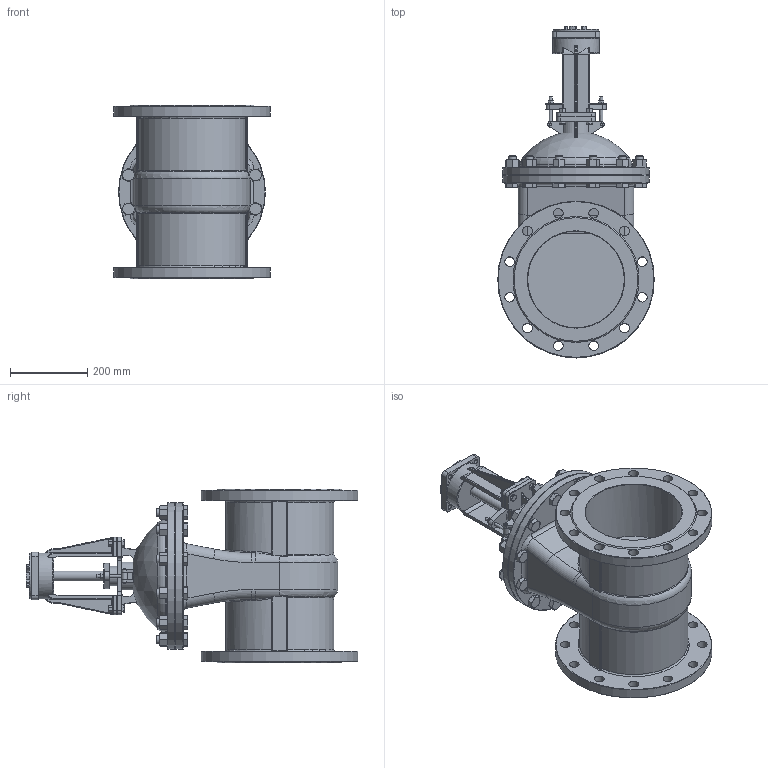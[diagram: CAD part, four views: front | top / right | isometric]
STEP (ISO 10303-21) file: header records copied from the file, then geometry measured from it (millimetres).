
FILE_DESCRIPTION(/* description */ (''),/* implementation_level */ '2;1');
FILE_NAME(/* name */ 'DN250_3D_STEP.stp',/* time_stamp */ '2024-02-10T13:55:56+03:00',/* author */ ('igorr'),/* organization */ (''),/* preprocessor_version */ 'ST-DEVELOPER v19.2',/* originating_system */ 'Autodesk Inventor 2023',/* authorisation */ '');
FILE_SCHEMA (('AUTOMOTIVE_DESIGN { 1 0 10303 214 3 1 1 }'));
Length unit declared in the file: millimetre
Products named in the file (7): Сборка; Деталь1; AS 1110 - M10 x 35; ANSI B18.2.4.2M - M10x1,5; ANSI B18.2.4.2M - M8x1,25; ANSI B18.2.4.2M - M20x2,5; AS 1110 - M20 x 70
Assembly tree (35 placements, depth 2):
  Сборка
    Деталь1
    AS 1110 - M10 x 35  x4
    ANSI B18.2.4.2M - M10x1,5  x4
    ANSI B18.2.4.2M - M8x1,25  x2
    ANSI B18.2.4.2M - M20x2,5  x12
    AS 1110 - M20 x 70  x12
Bounding box: 405 x 858.75 x 450 mm (x, y, z)
Volume: 32022092.6 mm3; surface area: 1939585.1 mm2
Topology: 39 solids, 39 shells, 1336 faces, 3132 edges, 1920 vertices
Faces by surface type: plane 601, cone 306, cylinder 294, torus 69, bspline 61, sphere 5
Full cylindrical faces by diameter (mm): 6.647 x2, 7 x4, 8 x4, 8.376 x4, 10 x4, 12 x16, 15 x2, 16 x4, 17.294 x12, 18 x24, 20 x12, 25 x25, 27.9 x12, 30 x13, 45 x1, 50 x1, 65 x1, 108 x1, 118 x1, 120.592 x1, 250 x2, 290 x2, 380 x2, 405 x2
Entity records: 25116 total; most frequent: CARTESIAN_POINT 7225, DIRECTION 3546, ORIENTED_EDGE 3526, EDGE_CURVE 1763, AXIS2_PLACEMENT_3D 1396, VERTEX_POINT 1108, EDGE_LOOP 861, LINE 754
